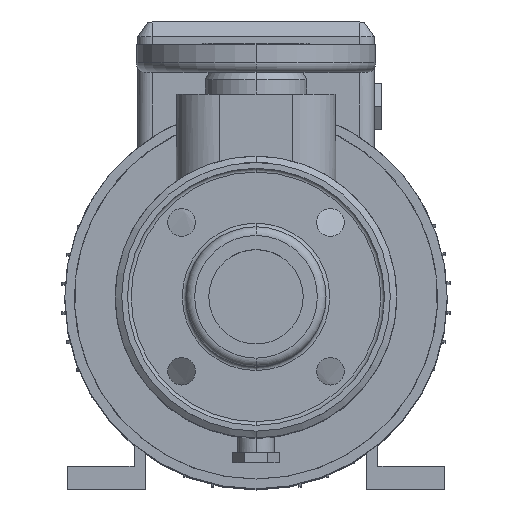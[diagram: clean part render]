
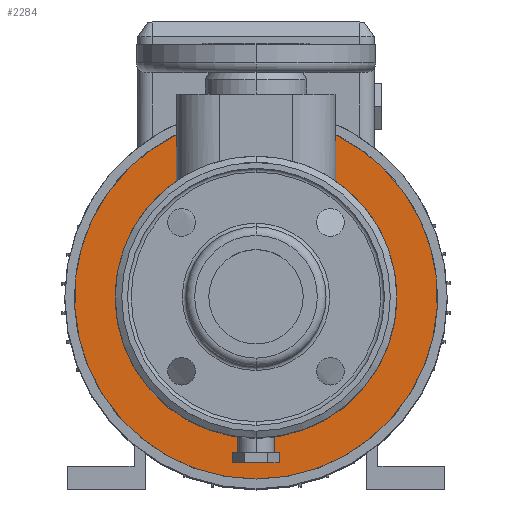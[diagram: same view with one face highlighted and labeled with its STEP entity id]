
A CAD part, top view. The second image highlights one B-rep face of the part: STEP entity #2284.
In plain terms, the highlighted planar face has unit normal (0, 0, 1).
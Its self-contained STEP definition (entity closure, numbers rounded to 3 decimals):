
#223 = ORIENTED_EDGE ( 'NONE', *, *, #1713, .T. ) ;
#275 = CARTESIAN_POINT ( 'NONE',  ( 55., -131.702, -43. ) ) ;
#424 = CARTESIAN_POINT ( 'NONE',  ( -55., 112.25, -43. ) ) ;
#552 = LINE ( 'NONE', #7592, #9452 ) ;
#563 = EDGE_CURVE ( 'NONE', #11718, #7887, #3274, .T. ) ;
#596 = AXIS2_PLACEMENT_3D ( 'NONE', #5053, #6109, #6172 ) ;
#769 = CARTESIAN_POINT ( 'NONE',  ( 0., 0., -43. ) ) ;
#800 = EDGE_CURVE ( 'NONE', #2628, #8876, #552, .T. ) ;
#812 = EDGE_CURVE ( 'NONE', #2628, #11718, #4147, .T. ) ;
#1396 = ORIENTED_EDGE ( 'NONE', *, *, #9367, .T. ) ;
#1542 = CARTESIAN_POINT ( 'NONE',  ( 0., 0., -43. ) ) ;
#1585 = CIRCLE ( 'NONE', #10286, 125. ) ;
#1713 = EDGE_CURVE ( 'NONE', #13033, #11390, #3085, .T. ) ;
#2284 = ADVANCED_FACE ( 'NONE', ( #6047 ), #6237, .F. ) ;
#2628 = VERTEX_POINT ( 'NONE', #8490 ) ;
#2749 = ORIENTED_EDGE ( 'NONE', *, *, #800, .T. ) ;
#3085 = CIRCLE ( 'NONE', #11576, 125. ) ;
#3274 = CIRCLE ( 'NONE', #7320, 97. ) ;
#3314 = DIRECTION ( 'NONE',  ( 0., 1., 0. ) ) ;
#4122 = ORIENTED_EDGE ( 'NONE', *, *, #812, .F. ) ;
#4147 = CIRCLE ( 'NONE', #8391, 97. ) ;
#4601 = DIRECTION ( 'NONE',  ( 0., -1., 0. ) ) ;
#4812 = DIRECTION ( 'NONE',  ( 0., -1., 0. ) ) ;
#4867 = DIRECTION ( 'NONE',  ( 0., -1., 0. ) ) ;
#5053 = CARTESIAN_POINT ( 'NONE',  ( 0., 97., -43. ) ) ;
#5182 = VECTOR ( 'NONE', #3314, 1000. ) ;
#5761 = ORIENTED_EDGE ( 'NONE', *, *, #9299, .F. ) ;
#5850 = EDGE_LOOP ( 'NONE', ( #5761, #9365, #4122, #2749, #1396, #223 ) ) ;
#5872 = DIRECTION ( 'NONE',  ( 0., 0., 1. ) ) ;
#6047 = FACE_OUTER_BOUND ( 'NONE', #5850, .T. ) ;
#6109 = DIRECTION ( 'NONE',  ( 0., 0., -1. ) ) ;
#6172 = DIRECTION ( 'NONE',  ( 0., 1., 0. ) ) ;
#6237 = PLANE ( 'NONE',  #596 ) ;
#6938 = DIRECTION ( 'NONE',  ( 0., 0., 1. ) ) ;
#7320 = AXIS2_PLACEMENT_3D ( 'NONE', #7808, #5872, #4867 ) ;
#7592 = CARTESIAN_POINT ( 'NONE',  ( -55., -131.702, -43. ) ) ;
#7781 = DIRECTION ( 'NONE',  ( 0., 0., 1. ) ) ;
#7808 = CARTESIAN_POINT ( 'NONE',  ( 0., 0., -43. ) ) ;
#7887 = VERTEX_POINT ( 'NONE', #11916 ) ;
#8288 = CARTESIAN_POINT ( 'NONE',  ( 0., -125., -43. ) ) ;
#8391 = AXIS2_PLACEMENT_3D ( 'NONE', #1542, #12587, #4601 ) ;
#8490 = CARTESIAN_POINT ( 'NONE',  ( -55., 79.9, -43. ) ) ;
#8646 = CARTESIAN_POINT ( 'NONE',  ( 0., 0., -43. ) ) ;
#8835 = CARTESIAN_POINT ( 'NONE',  ( 0., -97., -43. ) ) ;
#8876 = VERTEX_POINT ( 'NONE', #424 ) ;
#9299 = EDGE_CURVE ( 'NONE', #7887, #11390, #9376, .T. ) ;
#9365 = ORIENTED_EDGE ( 'NONE', *, *, #563, .F. ) ;
#9367 = EDGE_CURVE ( 'NONE', #8876, #13033, #1585, .T. ) ;
#9376 = LINE ( 'NONE', #275, #5182 ) ;
#9452 = VECTOR ( 'NONE', #9724, 1000. ) ;
#9724 = DIRECTION ( 'NONE',  ( 0., 1., 0. ) ) ;
#10286 = AXIS2_PLACEMENT_3D ( 'NONE', #8646, #7781, #11841 ) ;
#11231 = CARTESIAN_POINT ( 'NONE',  ( 55., 112.25, -43. ) ) ;
#11390 = VERTEX_POINT ( 'NONE', #11231 ) ;
#11576 = AXIS2_PLACEMENT_3D ( 'NONE', #769, #6938, #4812 ) ;
#11718 = VERTEX_POINT ( 'NONE', #8835 ) ;
#11841 = DIRECTION ( 'NONE',  ( 0., -1., 0. ) ) ;
#11916 = CARTESIAN_POINT ( 'NONE',  ( 55., 79.9, -43. ) ) ;
#12587 = DIRECTION ( 'NONE',  ( 0., 0., 1. ) ) ;
#13033 = VERTEX_POINT ( 'NONE', #8288 ) ;
